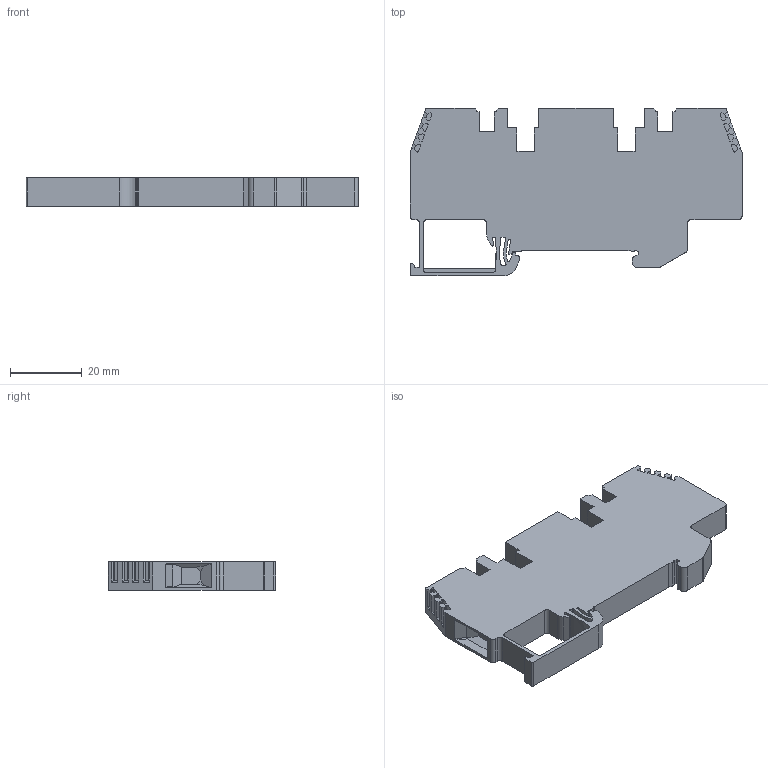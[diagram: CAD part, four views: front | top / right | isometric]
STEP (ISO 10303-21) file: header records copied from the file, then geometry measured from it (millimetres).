
FILE_DESCRIPTION(('FreeCAD Model'),'2;1');
FILE_NAME('17525_SPTK_6_LT_STBI_BU.stp','2018-09-09T18:49:14',('Author'),(''), 'Open CASCADE STEP processor 7.2','FreeCAD','Unknown');
FILE_SCHEMA(('AUTOMOTIVE_DESIGN { 1 0 10303 214 1 1 1 1 }'));
Length unit declared in the file: millimetre
Products named in the file (1): 17525_SPTK_6_LT_STBI_BU
Bounding box: 92.8 x 46.8 x 8.1 mm (x, y, z)
Volume: 25200.5 mm3; surface area: 10733.1 mm2
Topology: 1 solids, 1 shells, 333 faces, 927 edges, 602 vertices
Faces by surface type: plane 215, cylinder 110, bspline 8
Entity records: 25951 total; most frequent: CARTESIAN_POINT 7561, DIRECTION 3392, LINE 2264, VECTOR 2264, ORIENTED_EDGE 1854, PCURVE 1854, DEFINITIONAL_REPRESENTATION 1854, EDGE_CURVE 927
